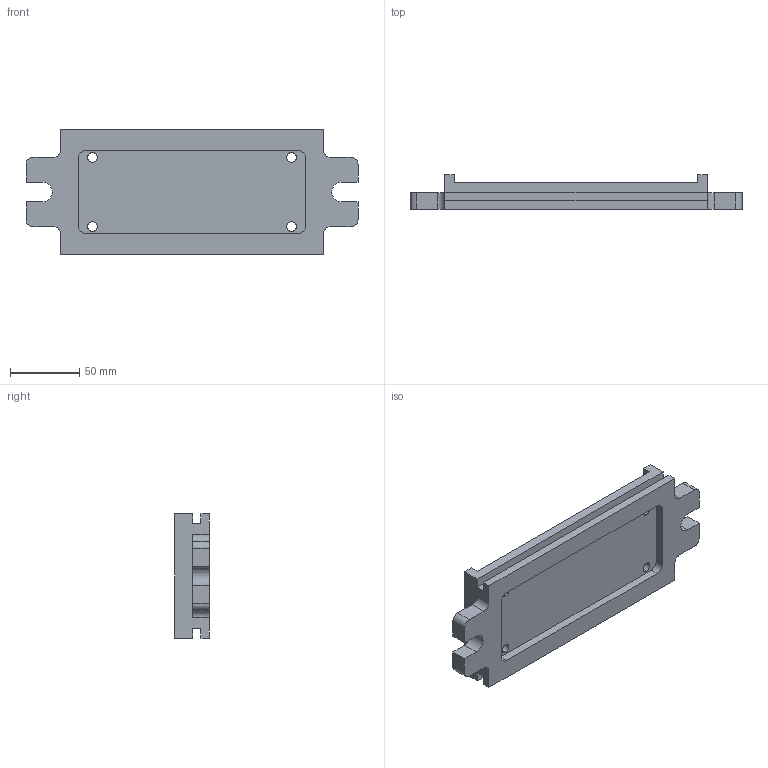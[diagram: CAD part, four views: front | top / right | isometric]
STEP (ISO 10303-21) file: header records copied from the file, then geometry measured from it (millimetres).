
FILE_DESCRIPTION (( 'STEP AP214' ), '1' );
FILE_NAME ('Base.STEP', '2025-02-11T19:55:47', ( '' ), ( '' ), 'SwSTEP 2.0', 'SolidWorks 2024', '' );
FILE_SCHEMA (( 'AUTOMOTIVE_DESIGN' ));
Length unit declared in the file: millimetre
Products named in the file (1): Base
Bounding box: 240 x 25 x 90 mm (x, y, z)
Volume: 279821 mm3; surface area: 61558.7 mm2
Topology: 1 solids, 1 shells, 59 faces, 168 edges, 112 vertices
Faces by surface type: plane 37, cylinder 22
Entity records: 1965 total; most frequent: CARTESIAN_POINT 340, ORIENTED_EDGE 336, DIRECTION 332, EDGE_CURVE 168, LINE 124, VECTOR 124, VERTEX_POINT 112, AXIS2_PLACEMENT_3D 104
